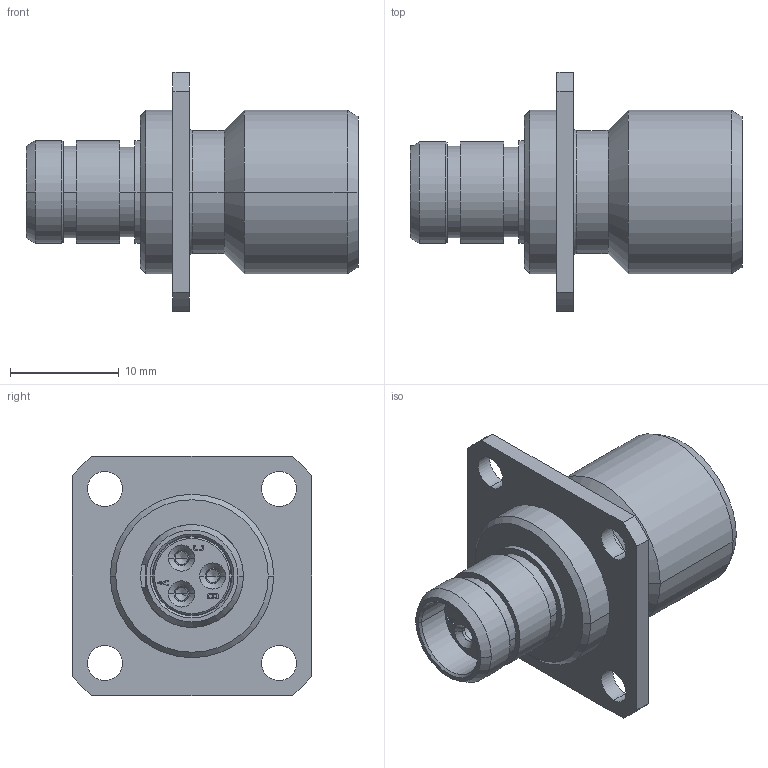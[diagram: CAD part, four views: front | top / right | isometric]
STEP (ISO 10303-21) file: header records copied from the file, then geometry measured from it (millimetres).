
FILE_DESCRIPTION((''),'2;1');
FILE_NAME('1332ER003FZ','2024-07-24T13:31:44',('paultorloting'),('NET AG system integration'),'CREO PARAMETRIC BY PTC INC, 2021404','CREO PARAMETRIC BY PTC INC, 2021404','');
FILE_SCHEMA(('AUTOMOTIVE_DESIGN { 1 0 10303 214 1 1 1 1 }'));
Length unit declared in the file: millimetre
Products named in the file (1): 1332ER003FZ
Bounding box: 30.5 x 22 x 22 mm (x, y, z)
Volume: 2770.8 mm3; surface area: 4085.2 mm2
Topology: 1 solids, 1 shells, 495 faces, 1311 edges, 847 vertices
Faces by surface type: plane 302, cylinder 113, cone 39, torus 35, bspline 6
Entity records: 21537 total; most frequent: CARTESIAN_POINT 5392, ORIENTED_EDGE 2610, DIRECTION 2554, EDGE_CURVE 1305, VECTOR 887, LINE 887, VERTEX_POINT 847, AXIS2_PLACEMENT_3D 832
